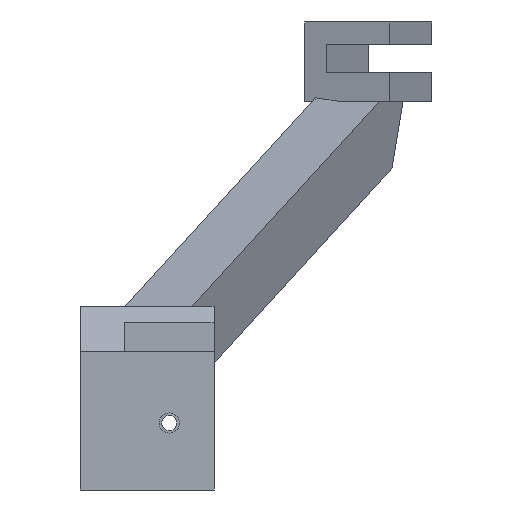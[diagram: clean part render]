
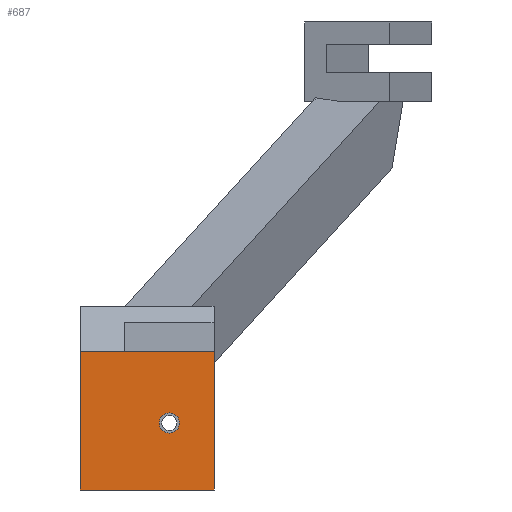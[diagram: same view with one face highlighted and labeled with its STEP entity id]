
A CAD part, left-side view. The second image highlights one B-rep face of the part: STEP entity #687.
In plain terms, the highlighted planar face has unit normal (-1, 0, 0).
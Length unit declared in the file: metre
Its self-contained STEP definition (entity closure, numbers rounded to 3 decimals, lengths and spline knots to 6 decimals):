
#21=CIRCLE('',#742,0.00225);
#133=ORIENTED_EDGE('',*,*,#284,.F.);
#134=ORIENTED_EDGE('',*,*,#285,.T.);
#135=ORIENTED_EDGE('',*,*,#275,.T.);
#136=ORIENTED_EDGE('',*,*,#283,.F.);
#137=ORIENTED_EDGE('',*,*,#261,.F.);
#261=EDGE_CURVE('',#343,#344,#416,.T.);
#275=EDGE_CURVE('',#351,#350,#429,.T.);
#283=EDGE_CURVE('',#344,#350,#436,.T.);
#284=EDGE_CURVE('',#356,#356,#21,.T.);
#285=EDGE_CURVE('',#343,#351,#437,.T.);
#343=VERTEX_POINT('',#1048);
#344=VERTEX_POINT('',#1050);
#350=VERTEX_POINT('',#1073);
#351=VERTEX_POINT('',#1075);
#356=VERTEX_POINT('',#1093);
#416=LINE('',#1049,#496);
#429=LINE('',#1074,#509);
#436=LINE('',#1090,#516);
#437=LINE('',#1094,#517);
#496=VECTOR('',#841,1.);
#509=VECTOR('',#864,1.);
#516=VECTOR('',#879,1.);
#517=VECTOR('',#884,1.);
#550=EDGE_LOOP('',(#133));
#551=EDGE_LOOP('',(#134,#135,#136,#137));
#604=FACE_BOUND('',#550,.T.);
#605=FACE_BOUND('',#551,.T.);
#655=PLANE('',#741);
#687=ADVANCED_FACE('',(#604,#605),#655,.T.);
#741=AXIS2_PLACEMENT_3D('',#1091,#880,#881);
#742=AXIS2_PLACEMENT_3D('',#1092,#882,#883);
#841=DIRECTION('',(0.,0.,1.));
#864=DIRECTION('',(0.,0.,1.));
#879=DIRECTION('',(0.,-1.,0.));
#880=DIRECTION('',(-1.,0.,0.));
#881=DIRECTION('',(0.,-1.,0.));
#882=DIRECTION('',(-1.,0.,0.));
#883=DIRECTION('',(0.,0.,1.));
#884=DIRECTION('',(0.,-1.,0.));
#1048=CARTESIAN_POINT('',(0.0052,0.115,0.2796));
#1049=CARTESIAN_POINT('',(0.0052,0.115,0.2946));
#1050=CARTESIAN_POINT('',(0.0052,0.115,0.3106));
#1073=CARTESIAN_POINT('',(0.0052,0.085,0.3106));
#1074=CARTESIAN_POINT('',(0.0052,0.085,0.2946));
#1075=CARTESIAN_POINT('',(0.0052,0.085,0.2796));
#1090=CARTESIAN_POINT('',(0.0052,0.095,0.3106));
#1091=CARTESIAN_POINT('',(0.0052,0.095,0.2946));
#1092=CARTESIAN_POINT('',(0.0052,0.095,0.2946));
#1093=CARTESIAN_POINT('',(0.0052,0.095,0.29685));
#1094=CARTESIAN_POINT('',(0.0052,0.095,0.2796));
